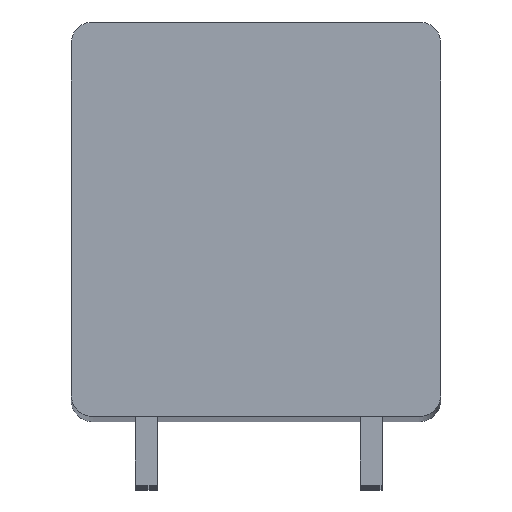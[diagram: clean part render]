
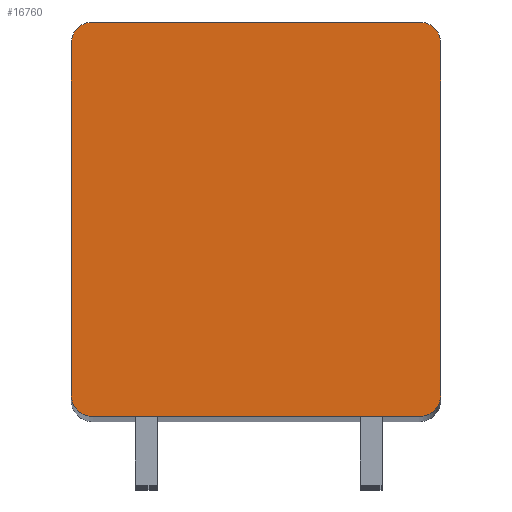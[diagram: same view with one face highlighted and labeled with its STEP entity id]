
A CAD part, top view. The second image highlights one B-rep face of the part: STEP entity #16760.
In plain terms, the highlighted planar face has unit normal (0, 0, 1).
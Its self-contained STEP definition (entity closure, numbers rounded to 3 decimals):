
#2889=CARTESIAN_POINT('',(-5.95,6.4,2.5));
#2890=DIRECTION('',(0.,0.,1.));
#2891=DIRECTION('',(0.,1.,0.));
#2892=AXIS2_PLACEMENT_3D('',#2889,#2890,#2891);
#2894=DIRECTION('',(-1.,0.,0.));
#2895=VECTOR('',#2894,11.9);
#2896=CARTESIAN_POINT('',(5.95,7.2,2.5));
#2897=LINE('',#2896,#2895);
#2898=CARTESIAN_POINT('',(5.95,6.4,2.5));
#2899=DIRECTION('',(0.,0.,1.));
#2900=DIRECTION('',(1.,0.,0.));
#2901=AXIS2_PLACEMENT_3D('',#2898,#2899,#2900);
#2903=DIRECTION('',(0.,1.,0.));
#2904=VECTOR('',#2903,12.8);
#2905=CARTESIAN_POINT('',(6.75,-6.4,2.5));
#2906=LINE('',#2905,#2904);
#2907=CARTESIAN_POINT('',(5.95,-6.4,2.5));
#2908=DIRECTION('',(0.,0.,1.));
#2909=DIRECTION('',(0.,-1.,0.));
#2910=AXIS2_PLACEMENT_3D('',#2907,#2908,#2909);
#2912=DIRECTION('',(1.,0.,0.));
#2913=VECTOR('',#2912,11.9);
#2914=CARTESIAN_POINT('',(-5.95,-7.2,2.5));
#2915=LINE('',#2914,#2913);
#2916=CARTESIAN_POINT('',(-5.95,-6.4,2.5));
#2917=DIRECTION('',(0.,0.,1.));
#2918=DIRECTION('',(-1.,0.,0.));
#2919=AXIS2_PLACEMENT_3D('',#2916,#2917,#2918);
#2921=DIRECTION('',(0.,-1.,0.));
#2922=VECTOR('',#2921,12.8);
#2923=CARTESIAN_POINT('',(-6.75,6.4,2.5));
#2924=LINE('',#2923,#2922);
#11991=CARTESIAN_POINT('',(-5.95,7.2,2.5));
#11992=VERTEX_POINT('',#11991);
#11993=CARTESIAN_POINT('',(-6.75,6.4,2.5));
#11994=VERTEX_POINT('',#11993);
#11999=CARTESIAN_POINT('',(6.75,6.4,2.5));
#12000=VERTEX_POINT('',#11999);
#12001=CARTESIAN_POINT('',(5.95,7.2,2.5));
#12002=VERTEX_POINT('',#12001);
#12007=CARTESIAN_POINT('',(-6.75,-6.4,2.5));
#12008=VERTEX_POINT('',#12007);
#12009=CARTESIAN_POINT('',(-5.95,-7.2,2.5));
#12010=VERTEX_POINT('',#12009);
#12015=CARTESIAN_POINT('',(5.95,-7.2,2.5));
#12016=VERTEX_POINT('',#12015);
#12017=CARTESIAN_POINT('',(6.75,-6.4,2.5));
#12018=VERTEX_POINT('',#12017);
#16745=CARTESIAN_POINT('',(0.,0.,2.5));
#16746=DIRECTION('',(0.,0.,1.));
#16747=DIRECTION('',(1.,0.,0.));
#16748=AXIS2_PLACEMENT_3D('',#16745,#16746,#16747);
#16749=PLANE('',#16748);
#16750=ORIENTED_EDGE('',*,*,#15087,.F.);
#16751=ORIENTED_EDGE('',*,*,#15103,.F.);
#16752=ORIENTED_EDGE('',*,*,#15620,.F.);
#16753=ORIENTED_EDGE('',*,*,#15635,.F.);
#16754=ORIENTED_EDGE('',*,*,#16068,.F.);
#16755=ORIENTED_EDGE('',*,*,#16081,.F.);
#16756=ORIENTED_EDGE('',*,*,#16516,.F.);
#16757=ORIENTED_EDGE('',*,*,#16528,.F.);
#16758=EDGE_LOOP('',(#16750,#16751,#16752,#16753,#16754,#16755,#16756,#16757));
#16759=FACE_OUTER_BOUND('',#16758,.F.);
#2893=CIRCLE('',#2892,0.8);
#2902=CIRCLE('',#2901,0.8);
#2911=CIRCLE('',#2910,0.8);
#2920=CIRCLE('',#2919,0.8);
#15087=EDGE_CURVE('',#11992,#11994,#2893,.T.);
#15103=EDGE_CURVE('',#12002,#11992,#2897,.T.);
#15620=EDGE_CURVE('',#12000,#12002,#2902,.T.);
#15635=EDGE_CURVE('',#12018,#12000,#2906,.T.);
#16068=EDGE_CURVE('',#12016,#12018,#2911,.T.);
#16081=EDGE_CURVE('',#12010,#12016,#2915,.T.);
#16516=EDGE_CURVE('',#12008,#12010,#2920,.T.);
#16528=EDGE_CURVE('',#11994,#12008,#2924,.T.);
#16760=ADVANCED_FACE('',(#16759),#16749,.T.);
